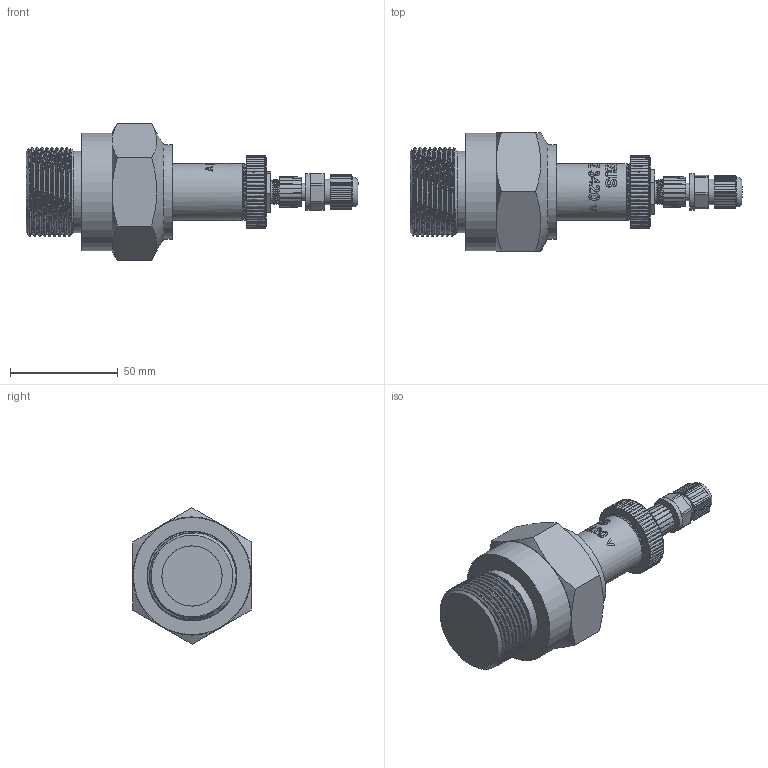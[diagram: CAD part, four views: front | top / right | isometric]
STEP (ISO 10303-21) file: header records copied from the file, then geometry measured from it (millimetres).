
FILE_DESCRIPTION(/* description */ (''),/* implementation_level */ '2;1');
FILE_NAME(/* name */ 'APZ3420v_G1-1''2-protected_4.step',/* time_stamp */ '2021-07-13T16:53:49+03:00',/* author */ (''),/* organization */ (''),/* preprocessor_version */ 'ST-DEVELOPER v18.1',/* originating_system */ 'Autodesk Translation Framework v10.9.0.1377',/* authorisation */ '');
FILE_SCHEMA (('AUTOMOTIVE_DESIGN { 1 0 10303 214 3 1 1 }'));
Products named in the file (7): АПЗ 3420 v - filled; OMAL nut M27x1.5 v8; M12x1 male v16; Ш100.000.002 v4; M12x1 female straight v9; CT002.000.084 (стакан 37) v3; МР00-01.266.410.126 v3
Assembly tree (6 placements, depth 2):
  АПЗ 3420 v - filled
    OMAL nut M27x1.5 v8
    M12x1 male v16
    Ш100.000.002 v4
    M12x1 female straight v9
    CT002.000.084 (стакан 37) v3
    МР00-01.266.410.126 v3
Bounding box: 154.32 x 55.08 x 63.51 mm (x, y, z)
Volume: 162779.7 mm3; surface area: 34833.5 mm2
Topology: 16 solids, 17 shells, 942 faces, 2607 edges, 1746 vertices
Faces by surface type: bspline 477, plane 266, cylinder 148, cone 43, torus 8
Full cylindrical faces by diameter (mm): 1 x12, 1.5 x4, 2 x1, 7.3 x1, 8 x3, 8.2 x1, 10.293 x1, 10.6 x2, 10.741 x6, 11.884 x5, 12 x1, 14 x2, 14.137 x4, 14.526 x3, 15.85 x3, 16.203 x3, 17 x1, 20 x1, 21.4 x2, 22.3 x1, 22.5 x1, 24.5 x1, 25.132 x4, 25.526 x4, 25.7 x1, 26.5 x5, 27.208 x5, 27.9 x1, 28 x2, 38 x1
Entity records: 56637 total; most frequent: CARTESIAN_POINT 36146, ORIENTED_EDGE 5214, EDGE_CURVE 2607, DIRECTION 2547, VERTEX_POINT 1746, B_SPLINE_CURVE_WITH_KNOTS 1244, EDGE_LOOP 1005, LINE 977
